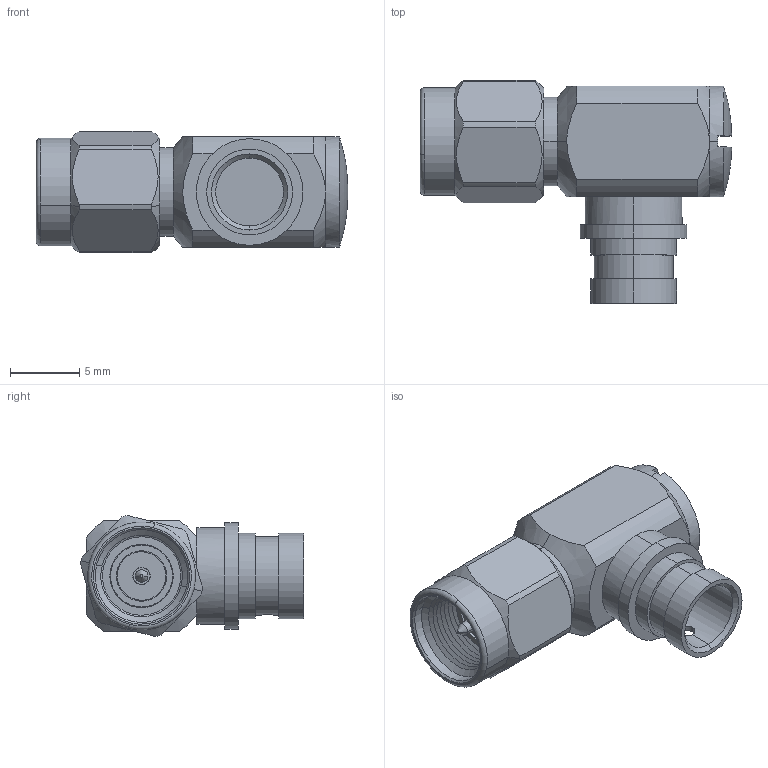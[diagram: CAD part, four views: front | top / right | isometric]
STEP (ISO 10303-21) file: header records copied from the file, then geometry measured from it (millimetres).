
FILE_DESCRIPTION (( 'STEP AP214' ), '1' );
FILE_NAME ('TC-402-SM-RA-LP-FM.STEP', '2021-03-30T00:03:27', ( '' ), ( '' ), 'SwSTEP 2.0', 'SolidWorks 2020', '' );
FILE_SCHEMA (( 'AUTOMOTIVE_DESIGN' ));
Length unit declared in the file: inch
Products named in the file (1): TC-402-SM-RA-LP-FM
Bounding box: 22.49 x 16.11 x 8.76 mm (x, y, z)
Volume: 1267.9 mm3; surface area: 1307 mm2
Topology: 1 solids, 2 shells, 153 faces, 346 edges, 212 vertices
Faces by surface type: cylinder 57, cone 54, plane 38, torus 4
Entity records: 4596 total; most frequent: CARTESIAN_POINT 1056, DIRECTION 795, ORIENTED_EDGE 692, EDGE_CURVE 346, AXIS2_PLACEMENT_3D 330, VERTEX_POINT 212, CIRCLE 176, EDGE_LOOP 172
